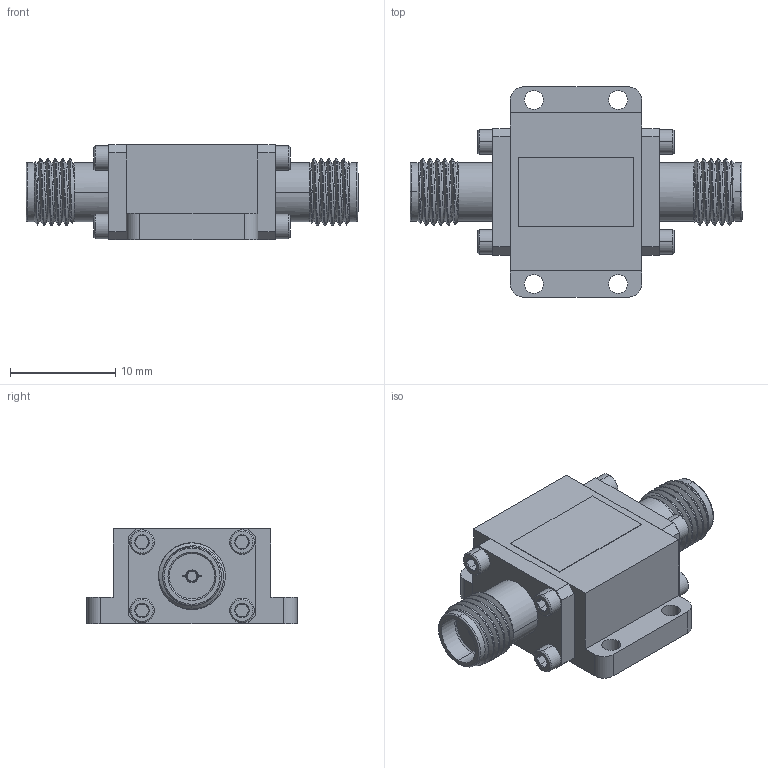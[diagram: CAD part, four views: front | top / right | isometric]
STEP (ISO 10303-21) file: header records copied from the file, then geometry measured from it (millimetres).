
FILE_DESCRIPTION (( 'STEP AP214' ), '1' );
FILE_NAME ('PE83IR1029 ¦ FMIR1029.step', '2020-04-21T15:25:13', ( '' ), ( '' ), 'SwSTEP 2.0', 'SolidWorks 2018', '' );
FILE_SCHEMA (( 'AUTOMOTIVE_DESIGN' ));
Length unit declared in the file: inch
Products named in the file (1): PE83IR1029 ｦ FMIR1029
Bounding box: 31.55 x 19.99 x 9.05 mm (x, y, z)
Volume: 2558.5 mm3; surface area: 2221.2 mm2
Topology: 3 solids, 3 shells, 469 faces, 1138 edges, 706 vertices
Faces by surface type: cylinder 196, plane 137, cone 110, bspline 22, torus 4
Entity records: 21610 total; most frequent: CARTESIAN_POINT 11572, ORIENTED_EDGE 2276, DIRECTION 1884, EDGE_CURVE 1138, AXIS2_PLACEMENT_3D 712, VERTEX_POINT 706, EDGE_LOOP 508, ADVANCED_FACE 469
